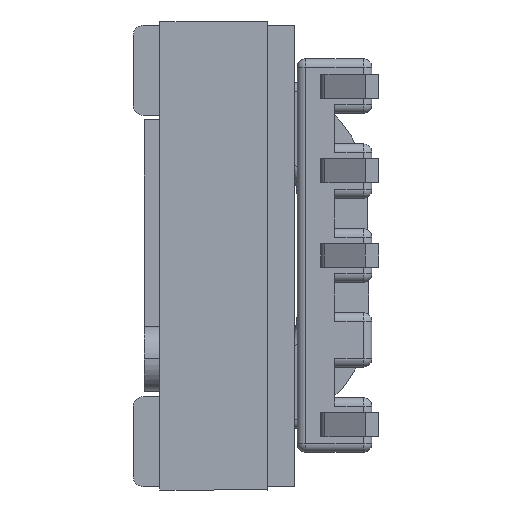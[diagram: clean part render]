
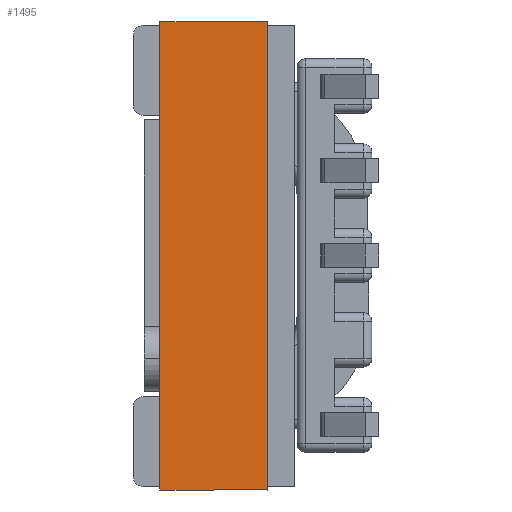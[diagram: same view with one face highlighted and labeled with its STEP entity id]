
A CAD part, left-side view. The second image highlights one B-rep face of the part: STEP entity #1495.
In plain terms, the highlighted planar face has unit normal (-1, 0, 0).
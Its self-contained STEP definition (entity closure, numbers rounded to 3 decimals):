
#775 = LINE ( 'NONE', #2754, #7606 ) ;
#832 = DIRECTION ( 'NONE',  ( 0., -1., 0. ) ) ;
#928 = VERTEX_POINT ( 'NONE', #3602 ) ;
#1427 = VECTOR ( 'NONE', #6884, 1000. ) ;
#1495 = ADVANCED_FACE ( 'NONE', ( #5065 ), #8994, .T. ) ;
#1910 = CARTESIAN_POINT ( 'NONE',  ( -0.102, -13.702, -3.18 ) ) ;
#2003 = DIRECTION ( 'NONE',  ( 0., 0., 1. ) ) ;
#2061 = CARTESIAN_POINT ( 'NONE',  ( -0.102, -13.702, 0. ) ) ;
#2754 = CARTESIAN_POINT ( 'NONE',  ( -0.102, -13.702, -3.18 ) ) ;
#2857 = CARTESIAN_POINT ( 'NONE',  ( -0.102, -13.702, 0. ) ) ;
#3153 = ORIENTED_EDGE ( 'NONE', *, *, #6625, .F. ) ;
#3602 = CARTESIAN_POINT ( 'NONE',  ( -0.102, -13.702, -3.18 ) ) ;
#3714 = LINE ( 'NONE', #7907, #5587 ) ;
#4039 = ORIENTED_EDGE ( 'NONE', *, *, #8751, .T. ) ;
#4323 = DIRECTION ( 'NONE',  ( 0., 0., 1. ) ) ;
#4753 = DIRECTION ( 'NONE',  ( 0., 0., 1. ) ) ;
#5065 = FACE_OUTER_BOUND ( 'NONE', #6892, .T. ) ;
#5268 = EDGE_CURVE ( 'NONE', #928, #5362, #775, .T. ) ;
#5362 = VERTEX_POINT ( 'NONE', #2857 ) ;
#5587 = VECTOR ( 'NONE', #832, 1000. ) ;
#5644 = LINE ( 'NONE', #2061, #1427 ) ;
#5700 = VERTEX_POINT ( 'NONE', #6597 ) ;
#6077 = ORIENTED_EDGE ( 'NONE', *, *, #6932, .F. ) ;
#6597 = CARTESIAN_POINT ( 'NONE',  ( -0.102, 0.102, 0. ) ) ;
#6625 = EDGE_CURVE ( 'NONE', #8255, #5700, #9138, .T. ) ;
#6884 = DIRECTION ( 'NONE',  ( 0., -1., 0. ) ) ;
#6892 = EDGE_LOOP ( 'NONE', ( #6077, #3153, #4039, #8288 ) ) ;
#6932 = EDGE_CURVE ( 'NONE', #5700, #5362, #5644, .T. ) ;
#7606 = VECTOR ( 'NONE', #4323, 1000. ) ;
#7907 = CARTESIAN_POINT ( 'NONE',  ( -0.102, -13.702, -3.18 ) ) ;
#8030 = AXIS2_PLACEMENT_3D ( 'NONE', #1910, #8276, #2003 ) ;
#8255 = VERTEX_POINT ( 'NONE', #8862 ) ;
#8276 = DIRECTION ( 'NONE',  ( -1., 0., 0. ) ) ;
#8288 = ORIENTED_EDGE ( 'NONE', *, *, #5268, .T. ) ;
#8508 = CARTESIAN_POINT ( 'NONE',  ( -0.102, 0.102, -3.18 ) ) ;
#8751 = EDGE_CURVE ( 'NONE', #8255, #928, #3714, .T. ) ;
#8862 = CARTESIAN_POINT ( 'NONE',  ( -0.102, 0.102, -3.18 ) ) ;
#8994 = PLANE ( 'NONE',  #8030 ) ;
#9138 = LINE ( 'NONE', #8508, #9751 ) ;
#9751 = VECTOR ( 'NONE', #4753, 1000. ) ;
